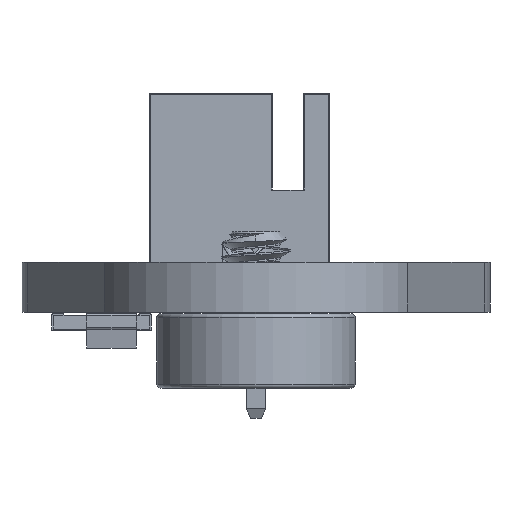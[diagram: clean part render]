
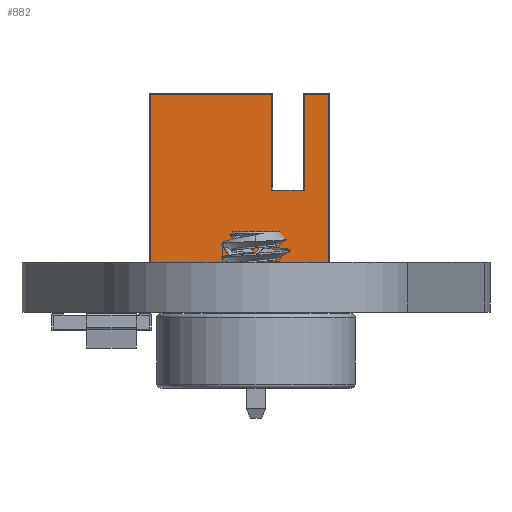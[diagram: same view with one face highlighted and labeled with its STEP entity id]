
A CAD part, front view. The second image highlights one B-rep face of the part: STEP entity #882.
In plain terms, the highlighted planar face has unit normal (0, -1, 0).
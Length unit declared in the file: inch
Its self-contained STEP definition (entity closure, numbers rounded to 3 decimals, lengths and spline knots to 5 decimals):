
#882=ADVANCED_FACE('',(#2209),#2210,.T.);
#2209=FACE_OUTER_BOUND('',#4484,.T.);
#2210=PLANE('',#4485);
#4484=EDGE_LOOP('',(#7239,#7240,#7241,#7242,#7243,#7244,#7245,#7246,#7247,#7248));
#4485=AXIS2_PLACEMENT_3D('',#7249,#7250,#7251);
#7239=ORIENTED_EDGE('',*,*,#12523,.F.);
#7240=ORIENTED_EDGE('',*,*,#12524,.F.);
#7241=ORIENTED_EDGE('',*,*,#12525,.F.);
#7242=ORIENTED_EDGE('',*,*,#12526,.F.);
#7243=ORIENTED_EDGE('',*,*,#12527,.F.);
#7244=ORIENTED_EDGE('',*,*,#12528,.F.);
#7245=ORIENTED_EDGE('',*,*,#12529,.F.);
#7246=ORIENTED_EDGE('',*,*,#12530,.F.);
#7247=ORIENTED_EDGE('',*,*,#12531,.F.);
#7248=ORIENTED_EDGE('',*,*,#12532,.F.);
#7249=CARTESIAN_POINT('',(0.09252,-0.29488,0.27559));
#7250=DIRECTION('',(0.,-1.0,0.0));
#7251=DIRECTION('',(1.0,0.,0.));
#12523=EDGE_CURVE('',#15019,#15020,#15021,.T.);
#12524=EDGE_CURVE('',#15022,#15019,#15023,.T.);
#12525=EDGE_CURVE('',#15024,#15022,#15025,.T.);
#12526=EDGE_CURVE('',#15026,#15024,#15027,.T.);
#12527=EDGE_CURVE('',#15028,#15026,#15029,.T.);
#12528=EDGE_CURVE('',#15030,#15028,#15031,.T.);
#12529=EDGE_CURVE('',#15032,#15030,#15033,.T.);
#12530=EDGE_CURVE('',#15034,#15032,#15035,.T.);
#12531=EDGE_CURVE('',#15036,#15034,#15037,.T.);
#12532=EDGE_CURVE('',#15020,#15036,#15038,.T.);
#15019=VERTEX_POINT('',#23000);
#15020=VERTEX_POINT('',#23001);
#15021=CIRCLE('',#23002,0.00118);
#15022=VERTEX_POINT('',#23003);
#15023=LINE('',#23004,#23005);
#15024=VERTEX_POINT('',#23006);
#15025=CIRCLE('',#23007,0.00118);
#15026=VERTEX_POINT('',#23008);
#15027=LINE('',#23009,#23010);
#15028=VERTEX_POINT('',#23011);
#15029=LINE('',#23012,#23013);
#15030=VERTEX_POINT('',#23014);
#15031=LINE('',#23015,#23016);
#15032=VERTEX_POINT('',#23017);
#15033=LINE('',#23018,#23019);
#15034=VERTEX_POINT('',#23020);
#15035=LINE('',#23021,#23022);
#15036=VERTEX_POINT('',#23023);
#15037=LINE('',#23024,#23025);
#15038=LINE('',#23026,#23027);
#23000=CARTESIAN_POINT('',(0.05945,-0.29488,0.15295));
#23001=CARTESIAN_POINT('',(0.06063,-0.29488,0.15413));
#23002=AXIS2_PLACEMENT_3D('',#28600,#28601,#28602);
#23003=CARTESIAN_POINT('',(0.02126,-0.29488,0.15295));
#23004=CARTESIAN_POINT('',(0.07628,-0.29488,0.15295));
#23005=VECTOR('',#28603,10.0);
#23006=CARTESIAN_POINT('',(0.02008,-0.29488,0.15413));
#23007=AXIS2_PLACEMENT_3D('',#28604,#28605,#28606);
#23008=CARTESIAN_POINT('',(0.02008,-0.29488,0.275));
#23009=CARTESIAN_POINT('',(0.02008,-0.29488,0.21457));
#23010=VECTOR('',#28607,10.0);
#23011=CARTESIAN_POINT('',(-0.13327,-0.29488,0.275));
#23012=CARTESIAN_POINT('',(0.05659,-0.29488,0.275));
#23013=VECTOR('',#28608,10.0);
#23014=CARTESIAN_POINT('',(-0.13327,-0.29488,0.00059));
#23015=CARTESIAN_POINT('',(-0.13327,-0.29488,0.1378));
#23016=VECTOR('',#28609,10.0);
#23017=CARTESIAN_POINT('',(0.09193,-0.29488,0.00059));
#23018=CARTESIAN_POINT('',(0.09252,-0.29488,0.00059));
#23019=VECTOR('',#28610,10.0);
#23020=CARTESIAN_POINT('',(0.09193,-0.29488,0.275));
#23021=CARTESIAN_POINT('',(0.09193,-0.29488,0.1378));
#23022=VECTOR('',#28611,10.0);
#23023=CARTESIAN_POINT('',(0.06063,-0.29488,0.275));
#23024=CARTESIAN_POINT('',(0.09252,-0.29488,0.275));
#23025=VECTOR('',#28612,10.0);
#23026=CARTESIAN_POINT('',(0.06063,-0.29488,0.27559));
#23027=VECTOR('',#28613,10.0);
#28600=CARTESIAN_POINT('',(0.05945,-0.29488,0.15413));
#28601=DIRECTION('',(0.,-1.0,0.0));
#28602=DIRECTION('',(0.707,0.,-0.707));
#28603=DIRECTION('',(1.0,0.,0.));
#28604=CARTESIAN_POINT('',(0.02126,-0.29488,0.15413));
#28605=DIRECTION('',(0.,-1.0,0.));
#28606=DIRECTION('',(-0.707,0.,-0.707));
#28607=DIRECTION('',(0.,0.,-1.0));
#28608=DIRECTION('',(1.0,0.,0.));
#28609=DIRECTION('',(0.,0.,1.0));
#28610=DIRECTION('',(-1.0,0.,0.));
#28611=DIRECTION('',(0.,0.,-1.0));
#28612=DIRECTION('',(1.0,0.,0.));
#28613=DIRECTION('',(0.,0.,1.0));
